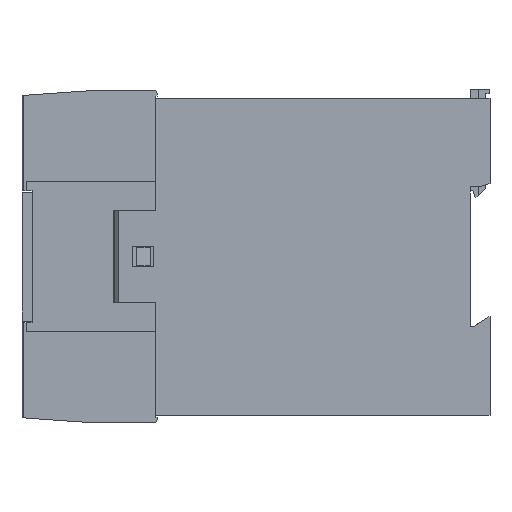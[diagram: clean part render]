
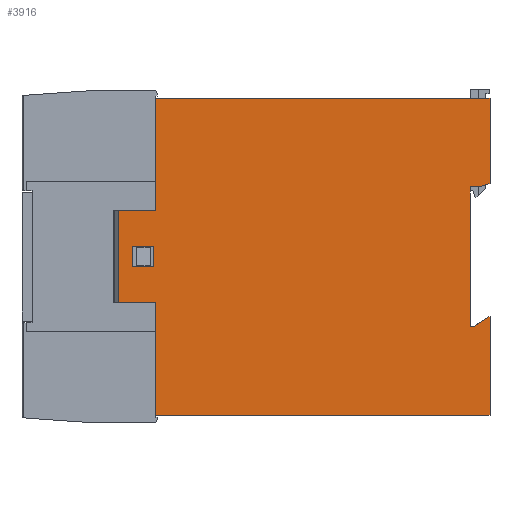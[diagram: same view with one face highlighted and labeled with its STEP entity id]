
A CAD part, left-side view. The second image highlights one B-rep face of the part: STEP entity #3916.
In plain terms, the highlighted planar face has unit normal (-1, 0, 0).
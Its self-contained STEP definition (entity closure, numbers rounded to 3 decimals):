
#61=DIRECTION('',(0.,0.,1.));
#62=VECTOR('',#61,21.54);
#63=CARTESIAN_POINT('',(-11.25,0.,18.46));
#64=LINE('',#63,#62);
#89=DIRECTION('',(0.,0.,1.));
#90=VECTOR('',#89,24.96);
#91=CARTESIAN_POINT('',(-11.25,0.,-40.));
#92=LINE('',#91,#90);
#173=DIRECTION('',(0.,1.,0.));
#174=VECTOR('',#173,84.3);
#175=CARTESIAN_POINT('',(-11.25,0.,40.));
#176=LINE('',#175,#174);
#397=DIRECTION('',(0.,0.,1.));
#398=VECTOR('',#397,28.39);
#399=CARTESIAN_POINT('',(-11.25,84.3,11.61));
#400=LINE('',#399,#398);
#469=DIRECTION('',(0.,0.,1.));
#470=VECTOR('',#469,28.39);
#471=CARTESIAN_POINT('',(-11.25,84.3,-40.));
#472=LINE('',#471,#470);
#989=DIRECTION('',(0.,-1.,0.));
#990=VECTOR('',#989,5.2);
#991=CARTESIAN_POINT('',(-11.25,90.1,2.59));
#992=LINE('',#991,#990);
#1025=DIRECTION('',(0.,1.,0.));
#1026=VECTOR('',#1025,5.2);
#1027=CARTESIAN_POINT('',(-11.25,84.9,-2.59));
#1028=LINE('',#1027,#1026);
#1041=DIRECTION('',(0.,-0.954,0.301));
#1042=VECTOR('',#1041,2.989);
#1043=CARTESIAN_POINT('',(-11.25,2.85,17.56));
#1044=LINE('',#1043,#1042);
#1045=DIRECTION('',(0.,-1.,0.));
#1046=VECTOR('',#1045,2.15);
#1047=CARTESIAN_POINT('',(-11.25,5.,17.56));
#1048=LINE('',#1047,#1046);
#1049=DIRECTION('',(0.,0.,1.));
#1050=VECTOR('',#1049,35.1);
#1051=CARTESIAN_POINT('',(-11.25,5.,-17.54));
#1052=LINE('',#1051,#1050);
#1053=DIRECTION('',(0.,1.,0.));
#1054=VECTOR('',#1053,1.06);
#1055=CARTESIAN_POINT('',(-11.25,3.94,-17.54));
#1056=LINE('',#1055,#1054);
#1057=DIRECTION('',(0.,0.844,-0.536));
#1058=VECTOR('',#1057,4.666);
#1059=CARTESIAN_POINT('',(-11.25,0.,-15.04));
#1060=LINE('',#1059,#1058);
#1061=DIRECTION('',(0.,1.,0.));
#1062=VECTOR('',#1061,84.3);
#1063=CARTESIAN_POINT('',(-11.25,0.,-40.));
#1064=LINE('',#1063,#1062);
#1065=DIRECTION('',(0.,0.,1.));
#1066=VECTOR('',#1065,5.18);
#1067=CARTESIAN_POINT('',(-11.25,90.1,-2.59));
#1068=LINE('',#1067,#1066);
#1069=DIRECTION('',(0.,0.,-1.));
#1070=VECTOR('',#1069,5.18);
#1071=CARTESIAN_POINT('',(-11.25,84.9,2.59));
#1072=LINE('',#1071,#1070);
#1073=DIRECTION('',(0.,1.,0.));
#1074=VECTOR('',#1073,9.51);
#1075=CARTESIAN_POINT('',(-11.25,84.3,-11.61));
#1076=LINE('',#1075,#1074);
#1609=DIRECTION('',(0.,1.,0.));
#1610=VECTOR('',#1609,9.51);
#1611=CARTESIAN_POINT('',(-11.25,84.3,11.61));
#1612=LINE('',#1611,#1610);
#1629=DIRECTION('',(0.,0.,1.));
#1630=VECTOR('',#1629,23.22);
#1631=CARTESIAN_POINT('',(-11.25,93.81,-11.61));
#1632=LINE('',#1631,#1630);
#1921=CARTESIAN_POINT('',(-11.25,84.3,40.));
#1923=VERTEX_POINT('',#1921);
#1926=CARTESIAN_POINT('',(-11.25,84.3,-40.));
#1928=VERTEX_POINT('',#1926);
#1929=CARTESIAN_POINT('',(-11.25,0.,-40.));
#1930=VERTEX_POINT('',#1929);
#1931=CARTESIAN_POINT('',(-11.25,0.,40.));
#1932=VERTEX_POINT('',#1931);
#1937=CARTESIAN_POINT('',(-11.25,0.,-15.04));
#1938=CARTESIAN_POINT('',(-11.25,3.94,-17.54));
#1939=VERTEX_POINT('',#1937);
#1940=VERTEX_POINT('',#1938);
#1941=CARTESIAN_POINT('',(-11.25,5.,-17.54));
#1942=VERTEX_POINT('',#1941);
#1943=CARTESIAN_POINT('',(-11.25,5.,17.56));
#1944=VERTEX_POINT('',#1943);
#1945=CARTESIAN_POINT('',(-11.25,2.85,17.56));
#1946=VERTEX_POINT('',#1945);
#1947=CARTESIAN_POINT('',(-11.25,0.,18.46));
#1948=VERTEX_POINT('',#1947);
#2005=CARTESIAN_POINT('',(-11.25,84.9,2.59));
#2006=CARTESIAN_POINT('',(-11.25,84.9,-2.59));
#2007=VERTEX_POINT('',#2005);
#2008=VERTEX_POINT('',#2006);
#2189=CARTESIAN_POINT('',(-11.25,84.3,11.61));
#2190=CARTESIAN_POINT('',(-11.25,93.81,11.61));
#2191=VERTEX_POINT('',#2189);
#2192=VERTEX_POINT('',#2190);
#2199=CARTESIAN_POINT('',(-11.25,93.81,-11.61));
#2200=VERTEX_POINT('',#2199);
#2203=CARTESIAN_POINT('',(-11.25,84.3,-11.61));
#2204=VERTEX_POINT('',#2203);
#2325=CARTESIAN_POINT('',(-11.25,90.1,-2.59));
#2326=CARTESIAN_POINT('',(-11.25,90.1,2.59));
#2327=VERTEX_POINT('',#2325);
#2328=VERTEX_POINT('',#2326);
#3881=CARTESIAN_POINT('',(-11.25,0.,-40.));
#3882=DIRECTION('',(-1.,0.,0.));
#3883=DIRECTION('',(0.,0.,1.));
#3884=AXIS2_PLACEMENT_3D('',#3881,#3882,#3883);
#3885=PLANE('',#3884);
#3886=ORIENTED_EDGE('',*,*,#3131,.T.);
#3888=ORIENTED_EDGE('',*,*,#3887,.T.);
#3890=ORIENTED_EDGE('',*,*,#3889,.T.);
#3892=ORIENTED_EDGE('',*,*,#3891,.F.);
#3893=ORIENTED_EDGE('',*,*,#3083,.T.);
#3894=ORIENTED_EDGE('',*,*,#2839,.F.);
#3895=ORIENTED_EDGE('',*,*,#2612,.F.);
#3896=ORIENTED_EDGE('',*,*,#2985,.F.);
#3898=ORIENTED_EDGE('',*,*,#3897,.F.);
#3899=ORIENTED_EDGE('',*,*,#2911,.F.);
#3901=ORIENTED_EDGE('',*,*,#3900,.F.);
#3903=ORIENTED_EDGE('',*,*,#3902,.F.);
#3904=ORIENTED_EDGE('',*,*,#2634,.F.);
#3906=ORIENTED_EDGE('',*,*,#3905,.T.);
#3907=EDGE_LOOP('',(#3886,#3888,#3890,#3892,#3893,#3894,#3895,#3896,#3898,#3899,
#3901,#3903,#3904,#3906));
#3908=FACE_OUTER_BOUND('',#3907,.F.);
#3910=ORIENTED_EDGE('',*,*,#3909,.F.);
#3911=ORIENTED_EDGE('',*,*,#3843,.F.);
#3912=ORIENTED_EDGE('',*,*,#3860,.F.);
#3913=ORIENTED_EDGE('',*,*,#3773,.F.);
#3914=EDGE_LOOP('',(#3910,#3911,#3912,#3913));
#3915=FACE_BOUND('',#3914,.F.);
#3916=ADVANCED_FACE('',(#3908,#3915),#3885,.T.);
#2612=EDGE_CURVE('',#1948,#1932,#64,.T.);
#2634=EDGE_CURVE('',#1930,#1939,#92,.T.);
#2839=EDGE_CURVE('',#1932,#1923,#176,.T.);
#2911=EDGE_CURVE('',#1942,#1944,#1052,.T.);
#2985=EDGE_CURVE('',#1946,#1948,#1044,.T.);
#3083=EDGE_CURVE('',#2191,#1923,#400,.T.);
#3131=EDGE_CURVE('',#1928,#2204,#472,.T.);
#3773=EDGE_CURVE('',#2328,#2007,#992,.T.);
#3843=EDGE_CURVE('',#2008,#2327,#1028,.T.);
#3860=EDGE_CURVE('',#2007,#2008,#1072,.T.);
#3887=EDGE_CURVE('',#2204,#2200,#1076,.T.);
#3889=EDGE_CURVE('',#2200,#2192,#1632,.T.);
#3891=EDGE_CURVE('',#2191,#2192,#1612,.T.);
#3897=EDGE_CURVE('',#1944,#1946,#1048,.T.);
#3900=EDGE_CURVE('',#1940,#1942,#1056,.T.);
#3902=EDGE_CURVE('',#1939,#1940,#1060,.T.);
#3905=EDGE_CURVE('',#1930,#1928,#1064,.T.);
#3909=EDGE_CURVE('',#2327,#2328,#1068,.T.);
